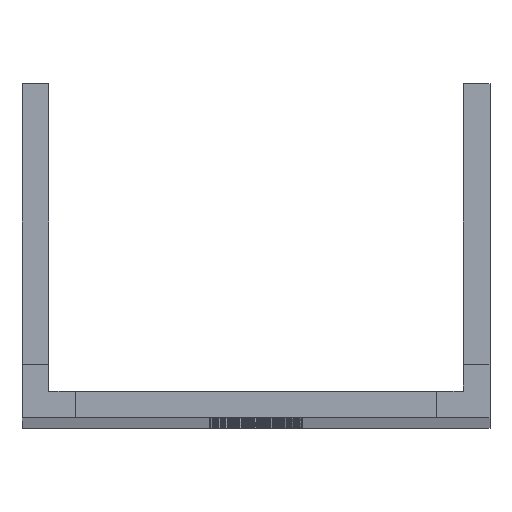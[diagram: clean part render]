
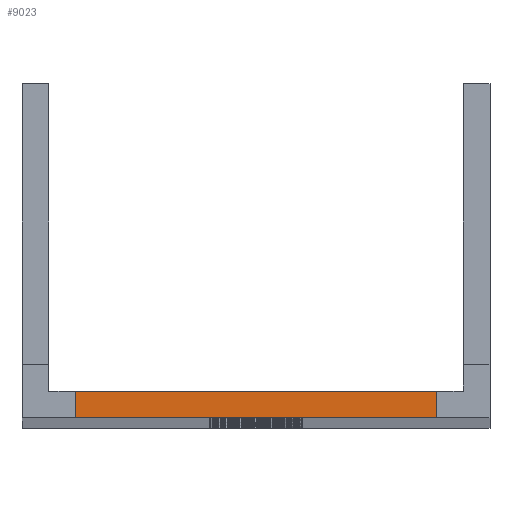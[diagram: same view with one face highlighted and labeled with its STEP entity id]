
A CAD part, top view. The second image highlights one B-rep face of the part: STEP entity #9023.
In plain terms, the highlighted planar face has unit normal (0, 0, 1).
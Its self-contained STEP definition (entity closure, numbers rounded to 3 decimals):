
#154 = CARTESIAN_POINT ( 'NONE',  ( 27., 0., 900. ) ) ;
#416 = DIRECTION ( 'NONE',  ( 1., 0., 0. ) ) ;
#551 = EDGE_CURVE ( 'NONE', #9084, #7143, #6018, .T. ) ;
#590 = CARTESIAN_POINT ( 'NONE',  ( -35., 4., 900. ) ) ;
#930 = CARTESIAN_POINT ( 'NONE',  ( -27., 4., 900. ) ) ;
#1853 = PLANE ( 'NONE',  #7140 ) ;
#1947 = CARTESIAN_POINT ( 'NONE',  ( 31., 8., 900. ) ) ;
#2393 = VERTEX_POINT ( 'NONE', #930 ) ;
#2435 = FACE_OUTER_BOUND ( 'NONE', #6314, .T. ) ;
#2509 = CARTESIAN_POINT ( 'NONE',  ( -27., 4., 900. ) ) ;
#2784 = VECTOR ( 'NONE', #8321, 1000. ) ;
#2980 = ORIENTED_EDGE ( 'NONE', *, *, #7579, .F. ) ;
#3293 = DIRECTION ( 'NONE',  ( 0., -1., 0. ) ) ;
#3294 = LINE ( 'NONE', #7334, #2784 ) ;
#3917 = VECTOR ( 'NONE', #8522, 1000. ) ;
#4395 = LINE ( 'NONE', #590, #3917 ) ;
#4446 = EDGE_CURVE ( 'NONE', #7143, #7653, #3294, .T. ) ;
#4523 = CARTESIAN_POINT ( 'NONE',  ( -35., 0., 900. ) ) ;
#5779 = VECTOR ( 'NONE', #9164, 1000. ) ;
#6018 = LINE ( 'NONE', #4523, #5779 ) ;
#6314 = EDGE_LOOP ( 'NONE', ( #8889, #7149, #2980, #7961 ) ) ;
#6526 = DIRECTION ( 'NONE',  ( 0., 0., 1. ) ) ;
#7140 = AXIS2_PLACEMENT_3D ( 'NONE', #1947, #6526, #416 ) ;
#7143 = VERTEX_POINT ( 'NONE', #154 ) ;
#7149 = ORIENTED_EDGE ( 'NONE', *, *, #4446, .T. ) ;
#7334 = CARTESIAN_POINT ( 'NONE',  ( 27., 0., 900. ) ) ;
#7579 = EDGE_CURVE ( 'NONE', #2393, #7653, #4395, .T. ) ;
#7653 = VERTEX_POINT ( 'NONE', #7697 ) ;
#7697 = CARTESIAN_POINT ( 'NONE',  ( 27., 4., 900. ) ) ;
#7797 = EDGE_CURVE ( 'NONE', #2393, #9084, #9375, .T. ) ;
#7961 = ORIENTED_EDGE ( 'NONE', *, *, #7797, .T. ) ;
#8321 = DIRECTION ( 'NONE',  ( 0., 1., 0. ) ) ;
#8522 = DIRECTION ( 'NONE',  ( 1., 0., 0. ) ) ;
#8889 = ORIENTED_EDGE ( 'NONE', *, *, #551, .T. ) ;
#9023 = ADVANCED_FACE ( 'NONE', ( #2435 ), #1853, .T. ) ;
#9084 = VERTEX_POINT ( 'NONE', #9087 ) ;
#9087 = CARTESIAN_POINT ( 'NONE',  ( -27., 0., 900. ) ) ;
#9164 = DIRECTION ( 'NONE',  ( 1., 0., 0. ) ) ;
#9375 = LINE ( 'NONE', #2509, #9737 ) ;
#9737 = VECTOR ( 'NONE', #3293, 1000. ) ;
